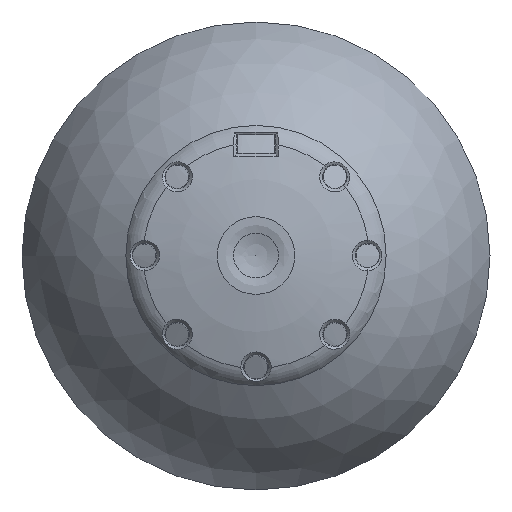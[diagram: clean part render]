
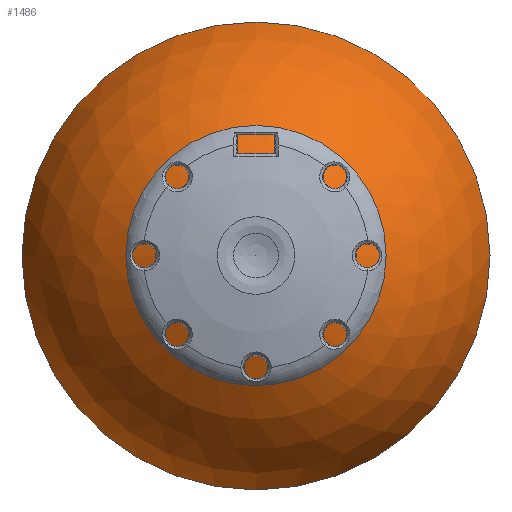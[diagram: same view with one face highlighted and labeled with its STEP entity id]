
A CAD part, top view. The second image highlights one B-rep face of the part: STEP entity #1486.
In plain terms, the highlighted spherical face has radius 13.229 mm.
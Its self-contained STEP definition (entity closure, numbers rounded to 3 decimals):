
#36=SPHERICAL_SURFACE('',#1623,13.229);
#241=FACE_OUTER_BOUND('',#333,.T.);
#333=EDGE_LOOP('',(#1244,#1245,#1246,#1247));
#528=CIRCLE('',#1622,4.85);
#529=CIRCLE('',#1624,13.229);
#530=CIRCLE('',#1625,12.575);
#669=VERTEX_POINT('',#4513);
#670=VERTEX_POINT('',#4517);
#874=EDGE_CURVE('',#669,#669,#528,.T.);
#875=EDGE_CURVE('',#669,#670,#529,.T.);
#876=EDGE_CURVE('',#670,#670,#530,.T.);
#1244=ORIENTED_EDGE('',*,*,#874,.F.);
#1245=ORIENTED_EDGE('',*,*,#875,.T.);
#1246=ORIENTED_EDGE('',*,*,#876,.F.);
#1247=ORIENTED_EDGE('',*,*,#875,.F.);
#1486=ADVANCED_FACE('',(#241),#36,.T.);
#1622=AXIS2_PLACEMENT_3D('',#4515,#1902,#1903);
#1623=AXIS2_PLACEMENT_3D('',#4516,#1904,#1905);
#1624=AXIS2_PLACEMENT_3D('',#4518,#1906,#1907);
#1625=AXIS2_PLACEMENT_3D('',#4519,#1908,#1909);
#1902=DIRECTION('center_axis',(0.,0.,1.));
#1903=DIRECTION('ref_axis',(1.,0.,0.));
#1904=DIRECTION('center_axis',(0.,0.,1.));
#1905=DIRECTION('ref_axis',(1.,0.,0.));
#1906=DIRECTION('center_axis',(0.,-1.,0.));
#1907=DIRECTION('ref_axis',(-1.,0.,0.));
#1908=DIRECTION('center_axis',(0.,0.,
-1.));
#1909=DIRECTION('ref_axis',(1.,0.,0.));
#4513=CARTESIAN_POINT('',(-4.85,0.,-0.9));
#4515=CARTESIAN_POINT('Origin',(0.,0.,-0.9));
#4516=CARTESIAN_POINT('Origin',(0.,0.,
-13.208));
#4517=CARTESIAN_POINT('',(-12.575,0.,-9.1));
#4518=CARTESIAN_POINT('Origin',(0.,0.,
-13.208));
#4519=CARTESIAN_POINT('Origin',(0.,0.,
-9.1));
